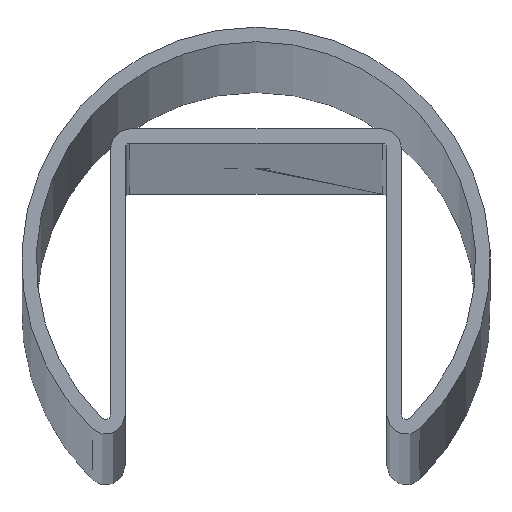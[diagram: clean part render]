
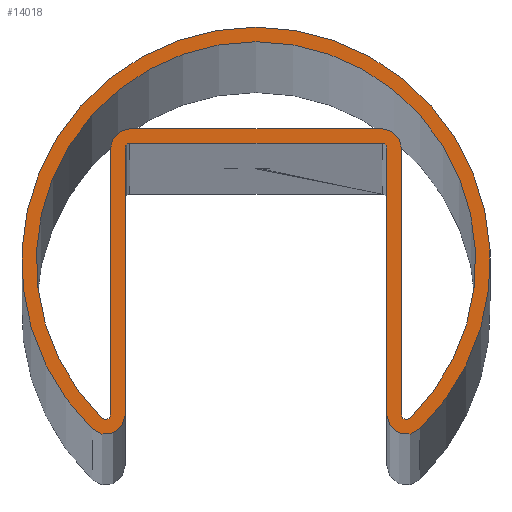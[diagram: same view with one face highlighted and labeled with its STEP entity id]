
A CAD part, top view. The second image highlights one B-rep face of the part: STEP entity #14018.
In plain terms, the highlighted planar face has unit normal (0, 0, 1).
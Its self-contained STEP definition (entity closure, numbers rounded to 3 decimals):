
#91 = FACE_BOUND ( 'NONE', #16816, .T. ) ;
#521 = CARTESIAN_POINT ( 'NONE',  ( -15., 1.148, 1500. ) ) ;
#550 = DIRECTION ( 'NONE',  ( 0., 0., 1. ) ) ;
#669 = LINE ( 'NONE', #521, #15047 ) ;
#784 = AXIS2_PLACEMENT_3D ( 'NONE', #10555, #6680, #1614 ) ;
#881 = CIRCLE ( 'NONE', #10793, 2. ) ;
#1045 = DIRECTION ( 'NONE',  ( -1., 0., 0. ) ) ;
#1108 = CIRCLE ( 'NONE', #8607, 0.5 ) ;
#1131 = DIRECTION ( 'NONE',  ( 0., 0., 1. ) ) ;
#1144 = CARTESIAN_POINT ( 'NONE',  ( -13., 28.648, 1500. ) ) ;
#1337 = CARTESIAN_POINT ( 'NONE',  ( 15.85, 0.791, 1500. ) ) ;
#1614 = DIRECTION ( 'NONE',  ( -1., 0., 0. ) ) ;
#2040 = AXIS2_PLACEMENT_3D ( 'NONE', #13090, #14311, #11731 ) ;
#2047 = ORIENTED_EDGE ( 'NONE', *, *, #16207, .T. ) ;
#2061 = CARTESIAN_POINT ( 'NONE',  ( 15., 1.148, 1500. ) ) ;
#2108 = CARTESIAN_POINT ( 'NONE',  ( 16.9, -0.281, 1500. ) ) ;
#2109 = VECTOR ( 'NONE', #3428, 1000. ) ;
#2349 = DIRECTION ( 'NONE',  ( 0., 0., 1. ) ) ;
#2602 = EDGE_CURVE ( 'NONE', #4782, #13983, #881, .T. ) ;
#2779 = ORIENTED_EDGE ( 'NONE', *, *, #4262, .T. ) ;
#3163 = EDGE_CURVE ( 'NONE', #5738, #14980, #3336, .T. ) ;
#3202 = DIRECTION ( 'NONE',  ( 0., 1., 0. ) ) ;
#3336 = LINE ( 'NONE', #7333, #12982 ) ;
#3380 = EDGE_CURVE ( 'NONE', #14980, #7957, #6856, .T. ) ;
#3428 = DIRECTION ( 'NONE',  ( 0., -1., 0. ) ) ;
#3439 = AXIS2_PLACEMENT_3D ( 'NONE', #10658, #4132, #13298 ) ;
#3910 = DIRECTION ( 'NONE',  ( 0., 0., -1. ) ) ;
#4057 = EDGE_CURVE ( 'NONE', #13820, #13783, #669, .T. ) ;
#4132 = DIRECTION ( 'NONE',  ( 0., 0., 1. ) ) ;
#4262 = EDGE_CURVE ( 'NONE', #7112, #5856, #16888, .T. ) ;
#4393 = VECTOR ( 'NONE', #10114, 1000. ) ;
#4484 = CARTESIAN_POINT ( 'NONE',  ( -13.5, 1.148, 1500. ) ) ;
#4537 = ORIENTED_EDGE ( 'NONE', *, *, #14688, .F. ) ;
#4637 = ORIENTED_EDGE ( 'NONE', *, *, #12471, .T. ) ;
#4782 = VERTEX_POINT ( 'NONE', #8892 ) ;
#4791 = ORIENTED_EDGE ( 'NONE', *, *, #4057, .F. ) ;
#4886 = DIRECTION ( 'NONE',  ( 0., 0., 1. ) ) ;
#4940 = EDGE_CURVE ( 'NONE', #9539, #4782, #6213, .T. ) ;
#5283 = PLANE ( 'NONE',  #2040 ) ;
#5673 = DIRECTION ( 'NONE',  ( -1., 0., 0. ) ) ;
#5738 = VERTEX_POINT ( 'NONE', #8363 ) ;
#5854 = LINE ( 'NONE', #12714, #4393 ) ;
#5856 = VERTEX_POINT ( 'NONE', #4484 ) ;
#6099 = CIRCLE ( 'NONE', #3439, 22.65 ) ;
#6213 = LINE ( 'NONE', #13037, #8836 ) ;
#6458 = CIRCLE ( 'NONE', #10157, 24.15 ) ;
#6495 = DIRECTION ( 'NONE',  ( 1., 0., 0. ) ) ;
#6535 = VERTEX_POINT ( 'NONE', #9101 ) ;
#6553 = CARTESIAN_POINT ( 'NONE',  ( 0., 16.971, 1500. ) ) ;
#6680 = DIRECTION ( 'NONE',  ( 0., 0., 1. ) ) ;
#6710 = ORIENTED_EDGE ( 'NONE', *, *, #10967, .F. ) ;
#6776 = CARTESIAN_POINT ( 'NONE',  ( -13.5, 28.648, 1500. ) ) ;
#6856 = CIRCLE ( 'NONE', #784, 2. ) ;
#6947 = VERTEX_POINT ( 'NONE', #1337 ) ;
#6975 = LINE ( 'NONE', #12036, #15575 ) ;
#7112 = VERTEX_POINT ( 'NONE', #11103 ) ;
#7333 = CARTESIAN_POINT ( 'NONE',  ( 13.5, 1.148, 1500. ) ) ;
#7524 = DIRECTION ( 'NONE',  ( 0., 0., -1. ) ) ;
#7633 = VERTEX_POINT ( 'NONE', #14411 ) ;
#7644 = CARTESIAN_POINT ( 'NONE',  ( -15., 1.148, 1500. ) ) ;
#7814 = ORIENTED_EDGE ( 'NONE', *, *, #8213, .T. ) ;
#7957 = VERTEX_POINT ( 'NONE', #2108 ) ;
#8213 = EDGE_CURVE ( 'NONE', #6535, #10448, #6975, .T. ) ;
#8363 = CARTESIAN_POINT ( 'NONE',  ( 13.5, 28.648, 1500. ) ) ;
#8607 = AXIS2_PLACEMENT_3D ( 'NONE', #11424, #7524, #15282 ) ;
#8628 = ORIENTED_EDGE ( 'NONE', *, *, #10280, .F. ) ;
#8795 = CARTESIAN_POINT ( 'NONE',  ( -15.5, 1.148, 1500. ) ) ;
#8836 = VECTOR ( 'NONE', #14309, 1000. ) ;
#8892 = CARTESIAN_POINT ( 'NONE',  ( 13., 30.648, 1500. ) ) ;
#9101 = CARTESIAN_POINT ( 'NONE',  ( -13., 29.148, 1500. ) ) ;
#9163 = AXIS2_PLACEMENT_3D ( 'NONE', #16130, #16067, #5673 ) ;
#9226 = DIRECTION ( 'NONE',  ( -1., 0., 0. ) ) ;
#9327 = CIRCLE ( 'NONE', #9163, 0.5 ) ;
#9498 = AXIS2_PLACEMENT_3D ( 'NONE', #13848, #550, #16441 ) ;
#9539 = VERTEX_POINT ( 'NONE', #14550 ) ;
#9819 = EDGE_CURVE ( 'NONE', #13783, #9539, #10824, .T. ) ;
#9990 = DIRECTION ( 'NONE',  ( 0., 0., -1. ) ) ;
#10095 = DIRECTION ( 'NONE',  ( 1., 0., 0. ) ) ;
#10114 = DIRECTION ( 'NONE',  ( 0., 1., 0. ) ) ;
#10157 = AXIS2_PLACEMENT_3D ( 'NONE', #6553, #1131, #6495 ) ;
#10280 = EDGE_CURVE ( 'NONE', #6947, #10403, #6099, .T. ) ;
#10342 = AXIS2_PLACEMENT_3D ( 'NONE', #8795, #4886, #14039 ) ;
#10403 = VERTEX_POINT ( 'NONE', #16244 ) ;
#10448 = VERTEX_POINT ( 'NONE', #13810 ) ;
#10510 = ORIENTED_EDGE ( 'NONE', *, *, #12515, .F. ) ;
#10555 = CARTESIAN_POINT ( 'NONE',  ( 15.5, 1.148, 1500. ) ) ;
#10658 = CARTESIAN_POINT ( 'NONE',  ( 0., 16.971, 1500. ) ) ;
#10793 = AXIS2_PLACEMENT_3D ( 'NONE', #15903, #9990, #1045 ) ;
#10822 = DIRECTION ( 'NONE',  ( 1., 0., 0. ) ) ;
#10824 = CIRCLE ( 'NONE', #11363, 2. ) ;
#10967 = EDGE_CURVE ( 'NONE', #10403, #13820, #11006, .T. ) ;
#11006 = CIRCLE ( 'NONE', #9498, 0.5 ) ;
#11103 = CARTESIAN_POINT ( 'NONE',  ( -16.9, -0.281, 1500. ) ) ;
#11171 = CARTESIAN_POINT ( 'NONE',  ( 13.5, 1.148, 1500. ) ) ;
#11363 = AXIS2_PLACEMENT_3D ( 'NONE', #1144, #3910, #9226 ) ;
#11424 = CARTESIAN_POINT ( 'NONE',  ( -13., 28.648, 1500. ) ) ;
#11551 = CARTESIAN_POINT ( 'NONE',  ( -15., 28.648, 1500. ) ) ;
#11731 = DIRECTION ( 'NONE',  ( -1., 0., 0. ) ) ;
#11767 = EDGE_CURVE ( 'NONE', #10448, #5738, #9327, .T. ) ;
#11802 = VERTEX_POINT ( 'NONE', #6776 ) ;
#11855 = ORIENTED_EDGE ( 'NONE', *, *, #3163, .T. ) ;
#12036 = CARTESIAN_POINT ( 'NONE',  ( -13., 29.148, 1500. ) ) ;
#12471 = EDGE_CURVE ( 'NONE', #11802, #6535, #1108, .T. ) ;
#12515 = EDGE_CURVE ( 'NONE', #7633, #6947, #14882, .T. ) ;
#12714 = CARTESIAN_POINT ( 'NONE',  ( -13.5, 1.148, 1500. ) ) ;
#12811 = DIRECTION ( 'NONE',  ( 0., -1., 0. ) ) ;
#12982 = VECTOR ( 'NONE', #12811, 1000. ) ;
#13010 = AXIS2_PLACEMENT_3D ( 'NONE', #13958, #2349, #10095 ) ;
#13036 = EDGE_CURVE ( 'NONE', #7957, #7112, #6458, .T. ) ;
#13037 = CARTESIAN_POINT ( 'NONE',  ( -13., 30.648, 1500. ) ) ;
#13090 = CARTESIAN_POINT ( 'NONE',  ( -15.5, 1.148, 1500. ) ) ;
#13298 = DIRECTION ( 'NONE',  ( 1., 0., 0. ) ) ;
#13429 = LINE ( 'NONE', #2061, #2109 ) ;
#13627 = FACE_OUTER_BOUND ( 'NONE', #13753, .T. ) ;
#13639 = ORIENTED_EDGE ( 'NONE', *, *, #9819, .F. ) ;
#13753 = EDGE_LOOP ( 'NONE', ( #2779, #2047, #4637, #7814, #16908, #11855, #14170, #14091 ) ) ;
#13783 = VERTEX_POINT ( 'NONE', #11551 ) ;
#13810 = CARTESIAN_POINT ( 'NONE',  ( 13., 29.148, 1500. ) ) ;
#13820 = VERTEX_POINT ( 'NONE', #7644 ) ;
#13848 = CARTESIAN_POINT ( 'NONE',  ( -15.5, 1.148, 1500. ) ) ;
#13958 = CARTESIAN_POINT ( 'NONE',  ( 15.5, 1.148, 1500. ) ) ;
#13983 = VERTEX_POINT ( 'NONE', #15742 ) ;
#14018 = ADVANCED_FACE ( 'NONE', ( #91, #13627 ), #5283, .F. ) ;
#14039 = DIRECTION ( 'NONE',  ( -1., 0., 0. ) ) ;
#14091 = ORIENTED_EDGE ( 'NONE', *, *, #13036, .T. ) ;
#14170 = ORIENTED_EDGE ( 'NONE', *, *, #3380, .T. ) ;
#14309 = DIRECTION ( 'NONE',  ( 1., 0., 0. ) ) ;
#14311 = DIRECTION ( 'NONE',  ( 0., 0., -1. ) ) ;
#14411 = CARTESIAN_POINT ( 'NONE',  ( 15., 1.148, 1500. ) ) ;
#14514 = ORIENTED_EDGE ( 'NONE', *, *, #2602, .F. ) ;
#14550 = CARTESIAN_POINT ( 'NONE',  ( -13., 30.648, 1500. ) ) ;
#14688 = EDGE_CURVE ( 'NONE', #13983, #7633, #13429, .T. ) ;
#14882 = CIRCLE ( 'NONE', #13010, 0.5 ) ;
#14980 = VERTEX_POINT ( 'NONE', #11171 ) ;
#15047 = VECTOR ( 'NONE', #3202, 1000. ) ;
#15282 = DIRECTION ( 'NONE',  ( -1., 0., 0. ) ) ;
#15501 = ORIENTED_EDGE ( 'NONE', *, *, #4940, .F. ) ;
#15575 = VECTOR ( 'NONE', #10822, 1000. ) ;
#15742 = CARTESIAN_POINT ( 'NONE',  ( 15., 28.648, 1500. ) ) ;
#15903 = CARTESIAN_POINT ( 'NONE',  ( 13., 28.648, 1500. ) ) ;
#16067 = DIRECTION ( 'NONE',  ( 0., 0., -1. ) ) ;
#16130 = CARTESIAN_POINT ( 'NONE',  ( 13., 28.648, 1500. ) ) ;
#16207 = EDGE_CURVE ( 'NONE', #5856, #11802, #5854, .T. ) ;
#16244 = CARTESIAN_POINT ( 'NONE',  ( -15.85, 0.791, 1500. ) ) ;
#16441 = DIRECTION ( 'NONE',  ( 1., 0., 0. ) ) ;
#16816 = EDGE_LOOP ( 'NONE', ( #4791, #6710, #8628, #10510, #4537, #14514, #15501, #13639 ) ) ;
#16888 = CIRCLE ( 'NONE', #10342, 2. ) ;
#16908 = ORIENTED_EDGE ( 'NONE', *, *, #11767, .T. ) ;
